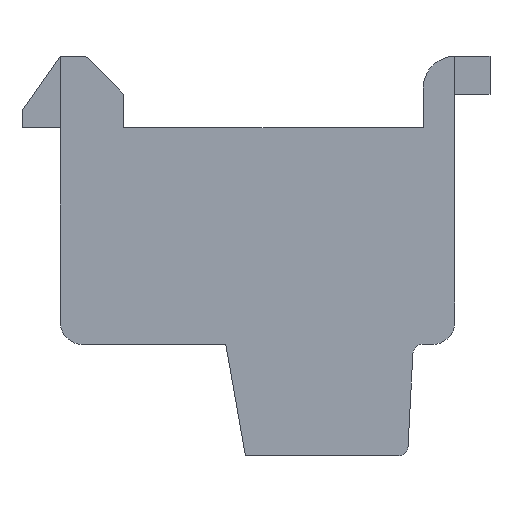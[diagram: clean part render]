
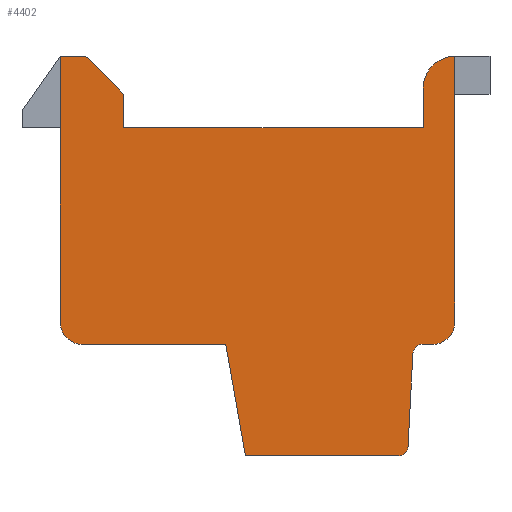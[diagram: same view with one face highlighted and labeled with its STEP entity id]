
A CAD part, left-side view. The second image highlights one B-rep face of the part: STEP entity #4402.
In plain terms, the highlighted planar face has unit normal (-1, 0, 0).
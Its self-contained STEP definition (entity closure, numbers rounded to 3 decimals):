
#1=CARTESIAN_POINT('',(0.,-5.55,-2.075));
#2=DIRECTION('',(1.,0.,0.));
#3=DIRECTION('',(0.,-1.,0.));
#4=AXIS2_PLACEMENT_3D('',#1,#2,#3);
#6=DIRECTION('',(0.,1.,0.));
#7=VECTOR('',#6,0.323);
#8=CARTESIAN_POINT('',(0.,-5.55,-2.775));
#9=LINE('',#8,#7);
#10=CARTESIAN_POINT('',(0.,-5.227,-3.075));
#11=DIRECTION('',(-1.,0.,0.));
#12=DIRECTION('',(0.,0.,1.));
#13=AXIS2_PLACEMENT_3D('',#10,#11,#12);
#15=DIRECTION('',(0.,0.052,-0.999));
#16=VECTOR('',#15,2.904);
#17=CARTESIAN_POINT('',(0.,-4.927,-3.075));
#18=LINE('',#17,#16);
#19=CARTESIAN_POINT('',(0.,-4.475,-5.975));
#20=DIRECTION('',(1.,0.,0.));
#21=DIRECTION('',(0.,-1.,0.));
#22=AXIS2_PLACEMENT_3D('',#19,#20,#21);
#24=DIRECTION('',(0.,1.,0.));
#25=VECTOR('',#24,4.808);
#26=CARTESIAN_POINT('',(0.,-4.475,-6.275));
#27=LINE('',#26,#25);
#28=DIRECTION('',(0.,0.174,0.985));
#29=VECTOR('',#28,3.554);
#30=CARTESIAN_POINT('',(0.,0.333,-6.275));
#31=LINE('',#30,#29);
#32=DIRECTION('',(0.,1.,0.));
#33=VECTOR('',#32,4.5);
#34=CARTESIAN_POINT('',(0.,0.95,-2.775));
#35=LINE('',#34,#33);
#36=CARTESIAN_POINT('',(0.,5.45,-2.075));
#37=DIRECTION('',(1.,0.,0.));
#38=DIRECTION('',(0.,0.,-1.));
#39=AXIS2_PLACEMENT_3D('',#36,#37,#38);
#41=CARTESIAN_POINT('',(0.,6.072,6.125));
#42=DIRECTION('',(1.,0.,0.));
#43=DIRECTION('',(0.,0.521,0.854));
#44=AXIS2_PLACEMENT_3D('',#41,#42,#43);
#46=DIRECTION('',(0.,-1.,0.));
#47=VECTOR('',#46,0.66);
#48=CARTESIAN_POINT('',(0.,6.072,6.275));
#49=LINE('',#48,#47);
#50=CARTESIAN_POINT('',(0.,5.412,6.125));
#51=DIRECTION('',(1.,0.,0.));
#52=DIRECTION('',(0.,0.,1.));
#53=AXIS2_PLACEMENT_3D('',#50,#51,#52);
#55=DIRECTION('',(0.,-0.707,-0.707));
#56=VECTOR('',#55,1.573);
#57=CARTESIAN_POINT('',(0.,5.306,6.231));
#58=LINE('',#57,#56);
#59=CARTESIAN_POINT('',(0.,4.3,5.013));
#60=DIRECTION('',(1.,0.,0.));
#61=DIRECTION('',(0.,-0.707,0.707));
#62=AXIS2_PLACEMENT_3D('',#59,#60,#61);
#64=DIRECTION('',(0.,0.,-1.));
#65=VECTOR('',#64,0.988);
#66=CARTESIAN_POINT('',(0.,4.15,5.013));
#67=LINE('',#66,#65);
#68=DIRECTION('',(0.,-1.,0.));
#69=VECTOR('',#68,9.4);
#70=CARTESIAN_POINT('',(0.,4.15,4.025));
#71=LINE('',#70,#69);
#72=DIRECTION('',(0.,0.,1.));
#73=VECTOR('',#72,1.25);
#74=CARTESIAN_POINT('',(0.,-5.25,4.025));
#75=LINE('',#74,#73);
#76=CARTESIAN_POINT('',(0.,-6.25,5.275));
#77=DIRECTION('',(1.,0.,0.));
#78=DIRECTION('',(0.,1.,0.));
#79=AXIS2_PLACEMENT_3D('',#76,#77,#78);
#161=DIRECTION('',(0.,0.,1.));
#162=VECTOR('',#161,8.35);
#163=CARTESIAN_POINT('',(0.,-6.25,-2.075));
#164=LINE('',#163,#162);
#1975=DIRECTION('',(0.,0.,-1.));
#1976=VECTOR('',#1975,8.328);
#1977=CARTESIAN_POINT('',(0.,6.15,6.253));
#1978=LINE('',#1977,#1976);
#3319=CARTESIAN_POINT('',(0.,6.072,6.275));
#3320=CARTESIAN_POINT('',(0.,5.412,6.275));
#3321=VERTEX_POINT('',#3319);
#3322=VERTEX_POINT('',#3320);
#3323=CARTESIAN_POINT('',(0.,5.306,6.231));
#3324=VERTEX_POINT('',#3323);
#3325=CARTESIAN_POINT('',(0.,4.194,5.119));
#3326=VERTEX_POINT('',#3325);
#3327=CARTESIAN_POINT('',(0.,4.15,5.013));
#3328=VERTEX_POINT('',#3327);
#3329=CARTESIAN_POINT('',(0.,4.15,4.025));
#3330=VERTEX_POINT('',#3329);
#3331=CARTESIAN_POINT('',(0.,-5.25,4.025));
#3332=VERTEX_POINT('',#3331);
#3333=CARTESIAN_POINT('',(0.,-5.25,5.275));
#3334=VERTEX_POINT('',#3333);
#3335=CARTESIAN_POINT('',(0.,-6.25,-2.075));
#3336=CARTESIAN_POINT('',(0.,-5.55,-2.775));
#3337=VERTEX_POINT('',#3335);
#3338=VERTEX_POINT('',#3336);
#3339=CARTESIAN_POINT('',(0.,-5.227,-2.775));
#3340=VERTEX_POINT('',#3339);
#3341=CARTESIAN_POINT('',(0.,-4.927,-3.075));
#3342=VERTEX_POINT('',#3341);
#3343=CARTESIAN_POINT('',(0.,-4.775,-5.975));
#3344=VERTEX_POINT('',#3343);
#3345=CARTESIAN_POINT('',(0.,-4.475,-6.275));
#3346=VERTEX_POINT('',#3345);
#3347=CARTESIAN_POINT('',(0.,0.333,-6.275));
#3348=VERTEX_POINT('',#3347);
#3349=CARTESIAN_POINT('',(0.,0.95,-2.775));
#3350=VERTEX_POINT('',#3349);
#3351=CARTESIAN_POINT('',(0.,5.45,-2.775));
#3352=VERTEX_POINT('',#3351);
#3353=CARTESIAN_POINT('',(0.,6.15,-2.075));
#3354=VERTEX_POINT('',#3353);
#4339=CARTESIAN_POINT('',(0.,6.15,6.253));
#4340=VERTEX_POINT('',#4339);
#4343=CARTESIAN_POINT('',(0.,-6.25,6.275));
#4344=VERTEX_POINT('',#4343);
#4355=CARTESIAN_POINT('',(0.,0.,0.));
#4356=DIRECTION('',(1.,0.,0.));
#4357=DIRECTION('',(0.,-1.,0.));
#4358=AXIS2_PLACEMENT_3D('',#4355,#4356,#4357);
#4359=PLANE('',#4358);
#4361=ORIENTED_EDGE('',*,*,#4360,.F.);
#4363=ORIENTED_EDGE('',*,*,#4362,.T.);
#4365=ORIENTED_EDGE('',*,*,#4364,.T.);
#4367=ORIENTED_EDGE('',*,*,#4366,.T.);
#4369=ORIENTED_EDGE('',*,*,#4368,.T.);
#4371=ORIENTED_EDGE('',*,*,#4370,.T.);
#4373=ORIENTED_EDGE('',*,*,#4372,.T.);
#4375=ORIENTED_EDGE('',*,*,#4374,.T.);
#4377=ORIENTED_EDGE('',*,*,#4376,.T.);
#4379=ORIENTED_EDGE('',*,*,#4378,.T.);
#4381=ORIENTED_EDGE('',*,*,#4380,.F.);
#4383=ORIENTED_EDGE('',*,*,#4382,.T.);
#4385=ORIENTED_EDGE('',*,*,#4384,.T.);
#4387=ORIENTED_EDGE('',*,*,#4386,.T.);
#4389=ORIENTED_EDGE('',*,*,#4388,.T.);
#4391=ORIENTED_EDGE('',*,*,#4390,.T.);
#4393=ORIENTED_EDGE('',*,*,#4392,.T.);
#4395=ORIENTED_EDGE('',*,*,#4394,.T.);
#4397=ORIENTED_EDGE('',*,*,#4396,.T.);
#4399=ORIENTED_EDGE('',*,*,#4398,.T.);
#4400=EDGE_LOOP('',(#4361,#4363,#4365,#4367,#4369,#4371,#4373,#4375,#4377,#4379,
#4381,#4383,#4385,#4387,#4389,#4391,#4393,#4395,#4397,#4399));
#4401=FACE_OUTER_BOUND('',#4400,.F.);
#4402=ADVANCED_FACE('',(#4401),#4359,.F.);
#5=CIRCLE('',#4,0.7);
#14=CIRCLE('',#13,0.3);
#23=CIRCLE('',#22,0.3);
#40=CIRCLE('',#39,0.7);
#45=CIRCLE('',#44,0.15);
#54=CIRCLE('',#53,0.15);
#63=CIRCLE('',#62,0.15);
#80=CIRCLE('',#79,1.);
#4360=EDGE_CURVE('',#3337,#4344,#164,.T.);
#4362=EDGE_CURVE('',#3337,#3338,#5,.T.);
#4364=EDGE_CURVE('',#3338,#3340,#9,.T.);
#4366=EDGE_CURVE('',#3340,#3342,#14,.T.);
#4368=EDGE_CURVE('',#3342,#3344,#18,.T.);
#4370=EDGE_CURVE('',#3344,#3346,#23,.T.);
#4372=EDGE_CURVE('',#3346,#3348,#27,.T.);
#4374=EDGE_CURVE('',#3348,#3350,#31,.T.);
#4376=EDGE_CURVE('',#3350,#3352,#35,.T.);
#4378=EDGE_CURVE('',#3352,#3354,#40,.T.);
#4380=EDGE_CURVE('',#4340,#3354,#1978,.T.);
#4382=EDGE_CURVE('',#4340,#3321,#45,.T.);
#4384=EDGE_CURVE('',#3321,#3322,#49,.T.);
#4386=EDGE_CURVE('',#3322,#3324,#54,.T.);
#4388=EDGE_CURVE('',#3324,#3326,#58,.T.);
#4390=EDGE_CURVE('',#3326,#3328,#63,.T.);
#4392=EDGE_CURVE('',#3328,#3330,#67,.T.);
#4394=EDGE_CURVE('',#3330,#3332,#71,.T.);
#4396=EDGE_CURVE('',#3332,#3334,#75,.T.);
#4398=EDGE_CURVE('',#3334,#4344,#80,.T.);
